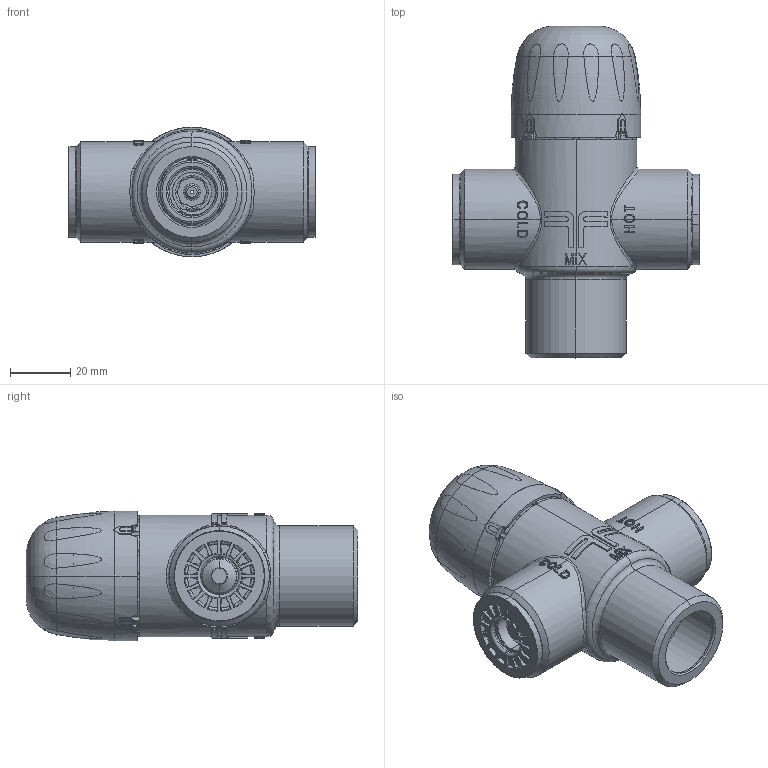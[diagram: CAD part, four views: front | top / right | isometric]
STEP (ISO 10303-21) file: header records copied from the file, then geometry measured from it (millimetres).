
FILE_DESCRIPTION (( 'STEP AP214' ), '1' );
FILE_NAME ('253.3103.000 mit RV.STEP', '2021-08-17T14:26:27', ( '' ), ( '' ), 'SwSTEP 2.0', 'SolidWorks 2021', '' );
FILE_SCHEMA (( 'AUTOMOTIVE_DESIGN' ));
Length unit declared in the file: millimetre
Products named in the file (6): 005815_Standard; 005793_208951; 005808_Standard; 253.3103.000 mit RV; 005817_Standard; 005790_208948
Assembly tree (6 placements, depth 2):
  253.3103.000 mit RV
    005790_208948
    005793_208951
    005815_Standard
    005817_Standard
    005808_Standard  x2
Bounding box: 82 x 110.17 x 43 mm (x, y, z)
Volume: 63491.2 mm3; surface area: 60799.3 mm2
Topology: 9 solids, 11 shells, 3244 faces, 8552 edges, 5318 vertices
Faces by surface type: cylinder 996, plane 847, bspline 552, torus 431, cone 222, sphere 196
Entity records: 105207 total; most frequent: CARTESIAN_POINT 42699, ORIENTED_EDGE 11714, DIRECTION 9439, EDGE_CURVE 5859, AXIS2_PLACEMENT_3D 3733, VERTEX_POINT 3716, EDGE_LOOP 2365, FACE_OUTER_BOUND 2244
